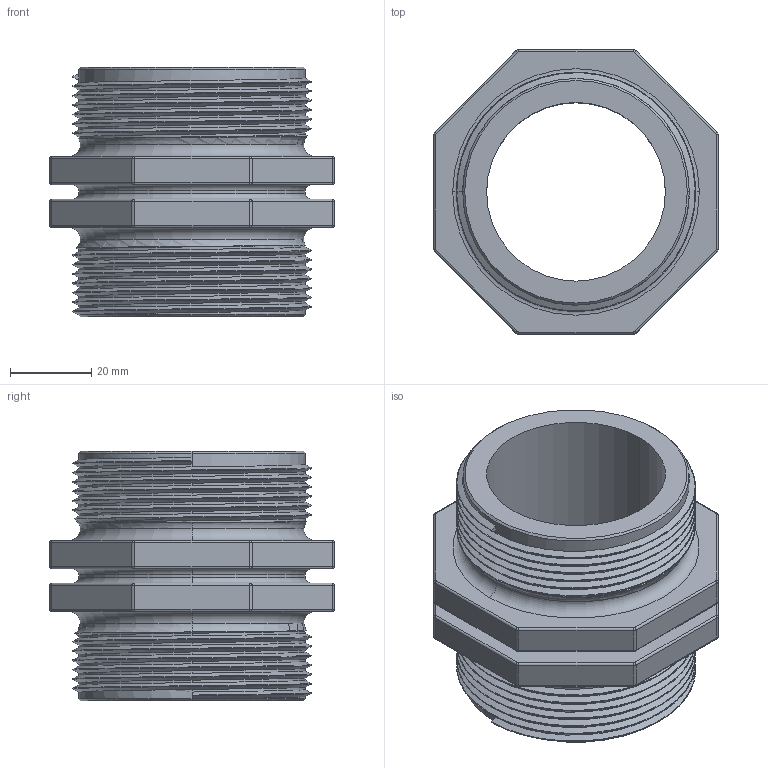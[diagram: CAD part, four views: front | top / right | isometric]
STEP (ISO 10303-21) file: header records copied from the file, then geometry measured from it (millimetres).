
FILE_DESCRIPTION (( 'STEP AP214' ), '1' );
FILE_NAME ('2.STEP', '2024-04-28T08:52:32', ( '' ), ( '' ), 'SwSTEP 2.0', 'SolidWorks 2014', '' );
FILE_SCHEMA (( 'AUTOMOTIVE_DESIGN' ));
Length unit declared in the file: millimetre
Products named in the file (1): 2
Bounding box: 70 x 70 x 61.5 mm (x, y, z)
Volume: 82797.1 mm3; surface area: 32020.5 mm2
Topology: 1 solids, 1 shells, 163 faces, 390 edges, 233 vertices
Faces by surface type: cylinder 83, torus 44, plane 26, bspline 6, cone 4
Entity records: 13885 total; most frequent: CARTESIAN_POINT 10168, DIRECTION 812, ORIENTED_EDGE 780, EDGE_CURVE 390, AXIS2_PLACEMENT_3D 336, VERTEX_POINT 233, CIRCLE 178, EDGE_LOOP 169
